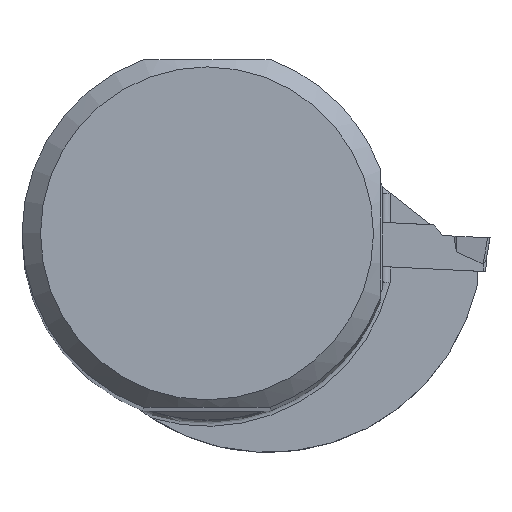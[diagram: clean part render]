
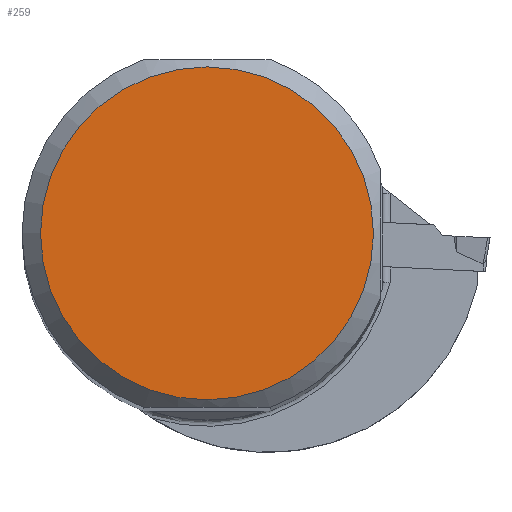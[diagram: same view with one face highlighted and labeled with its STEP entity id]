
A CAD part, top view. The second image highlights one B-rep face of the part: STEP entity #259.
In plain terms, the highlighted planar face has unit normal (0, 0, 1).
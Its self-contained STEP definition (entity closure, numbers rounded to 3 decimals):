
#173=FACE_OUTER_BOUND('',#472,.T.);
#259=ADVANCED_FACE('TB_BL_N10_SU6',(#173),#336,.T.);
#336=PLANE('',#1873);
#385=CIRCLE('',#1869,22.5);
#472=EDGE_LOOP('',(#1022));
#1022=ORIENTED_EDGE('',*,*,#1601,.T.);
#1410=VERTEX_POINT('',#2862);
#1601=EDGE_CURVE('',#1410,#1410,#385,.T.);
#1869=AXIS2_PLACEMENT_3D('',#2861,#2166,#2167);
#1873=AXIS2_PLACEMENT_3D('',#2906,#2174,#2175);
#2166=DIRECTION('',(0.,0.,1.));
#2167=DIRECTION('',(-1.,0.,0.));
#2174=DIRECTION('',(0.,0.,1.));
#2175=DIRECTION('',(-1.,0.,0.));
#2861=CARTESIAN_POINT('',(0.,0.,0.));
#2862=CARTESIAN_POINT('',(-22.5,0.,0.));
#2906=CARTESIAN_POINT('',(0.,0.,0.));
